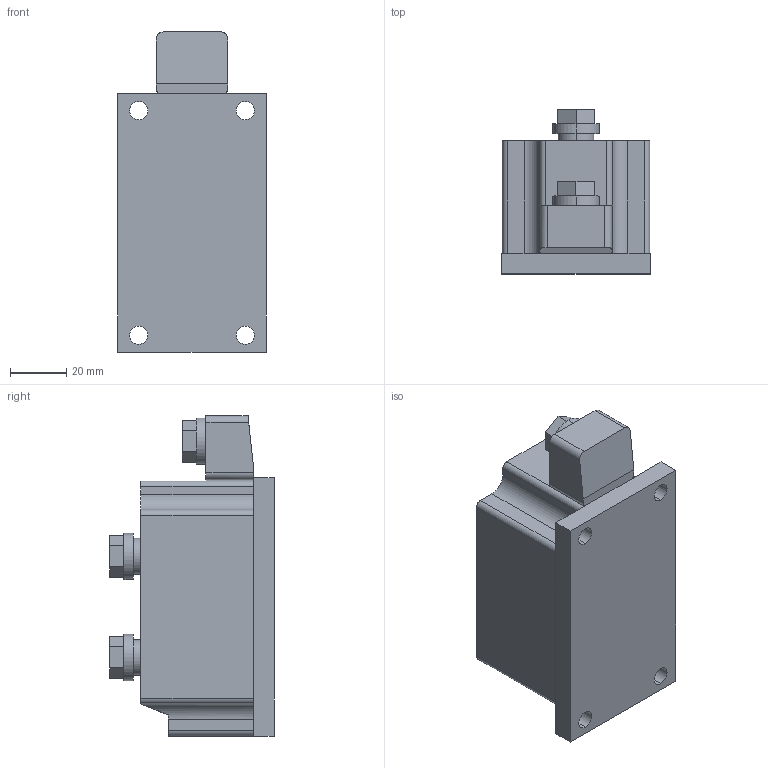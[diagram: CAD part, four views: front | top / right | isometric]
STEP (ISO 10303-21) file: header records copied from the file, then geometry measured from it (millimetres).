
FILE_DESCRIPTION (( 'STEP AP214' ), '1' );
FILE_NAME ('45MTC250-300瑞濮.STEP', '2025-04-14T07:19:35', ( '' ), ( 'Microsoft' ), 'SwSTEP 2.0', 'SolidWorks 2014', '' );
FILE_SCHEMA (( 'AUTOMOTIVE_DESIGN' ));
Length unit declared in the file: millimetre
Products named in the file (1): 45MTC250-300瑞濮
Bounding box: 53 x 58.5 x 114 mm (x, y, z)
Volume: 214862 mm3; surface area: 27577.6 mm2
Topology: 1 solids, 9 shells, 123 faces, 289 edges, 192 vertices
Faces by surface type: plane 73, cylinder 50
Entity records: 3583 total; most frequent: DIRECTION 635, CARTESIAN_POINT 617, ORIENTED_EDGE 578, EDGE_CURVE 289, AXIS2_PLACEMENT_3D 226, VERTEX_POINT 192, LINE 183, VECTOR 183
